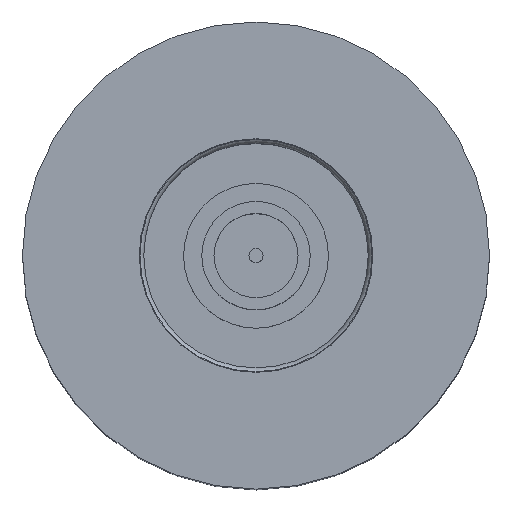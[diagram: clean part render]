
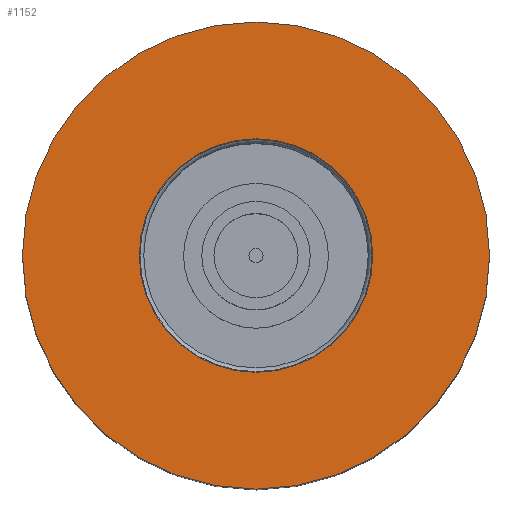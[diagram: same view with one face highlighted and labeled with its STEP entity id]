
A CAD part, top view. The second image highlights one B-rep face of the part: STEP entity #1152.
In plain terms, the highlighted planar face has unit normal (0, 0, 1).
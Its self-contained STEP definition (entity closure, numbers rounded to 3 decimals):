
#48=FACE_BOUND('',#209,.T.);
#67=PLANE('',#1373);
#131=FACE_OUTER_BOUND('',#208,.T.);
#208=EDGE_LOOP('',(#991,#992));
#209=EDGE_LOOP('',(#993,#994));
#399=CIRCLE('',#1364,12.7);
#400=CIRCLE('',#1365,12.7);
#401=CIRCLE('',#1371,6.35);
#402=CIRCLE('',#1372,6.35);
#516=VERTEX_POINT('',#2122);
#517=VERTEX_POINT('',#2124);
#518=VERTEX_POINT('',#2136);
#519=VERTEX_POINT('',#2137);
#672=EDGE_CURVE('',#516,#517,#399,.T.);
#673=EDGE_CURVE('',#517,#516,#400,.T.);
#678=EDGE_CURVE('',#518,#519,#401,.T.);
#679=EDGE_CURVE('',#519,#518,#402,.T.);
#991=ORIENTED_EDGE('',*,*,#673,.F.);
#992=ORIENTED_EDGE('',*,*,#672,.F.);
#993=ORIENTED_EDGE('',*,*,#678,.T.);
#994=ORIENTED_EDGE('',*,*,#679,.T.);
#1152=ADVANCED_FACE('',(#131,#48),#67,.T.);
#1364=AXIS2_PLACEMENT_3D('',#2125,#1771,#1772);
#1365=AXIS2_PLACEMENT_3D('',#2126,#1773,#1774);
#1371=AXIS2_PLACEMENT_3D('',#2138,#1789,#1790);
#1372=AXIS2_PLACEMENT_3D('',#2139,#1791,#1792);
#1373=AXIS2_PLACEMENT_3D('',#2141,#1794,#1795);
#1771=DIRECTION('center_axis',(0.,0.,-1.));
#1772=DIRECTION('ref_axis',(-1.,0.,0.));
#1773=DIRECTION('center_axis',(0.,0.,-1.));
#1774=DIRECTION('ref_axis',(-1.,0.,0.));
#1789=DIRECTION('center_axis',(0.,0.,-1.));
#1790=DIRECTION('ref_axis',(-1.,0.,0.));
#1791=DIRECTION('center_axis',(0.,0.,-1.));
#1792=DIRECTION('ref_axis',(-1.,0.,0.));
#1794=DIRECTION('center_axis',(0.,0.,1.));
#1795=DIRECTION('ref_axis',(1.,0.,0.));
#2122=CARTESIAN_POINT('',(12.7,0.,24.613));
#2124=CARTESIAN_POINT('',(-12.7,0.,24.613));
#2125=CARTESIAN_POINT('Origin',(0.,0.,24.613));
#2126=CARTESIAN_POINT('Origin',(0.,0.,24.613));
#2136=CARTESIAN_POINT('',(-6.35,0.,24.613));
#2137=CARTESIAN_POINT('',(6.35,0.,24.613));
#2138=CARTESIAN_POINT('Origin',(0.,0.,24.613));
#2139=CARTESIAN_POINT('Origin',(0.,0.,24.613));
#2141=CARTESIAN_POINT('Origin',(0.,12.7,24.613));
